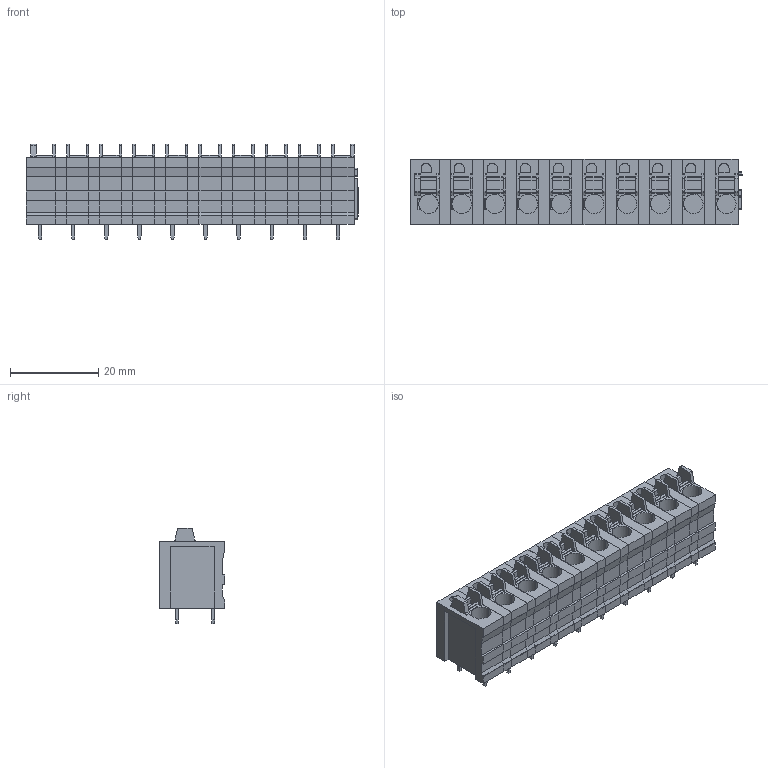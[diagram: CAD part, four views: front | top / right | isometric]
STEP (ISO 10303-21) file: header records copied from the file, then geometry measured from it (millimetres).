
FILE_DESCRIPTION(('CATIA V5 STEP Exchange','CAx-IF Rec.Pracs.--- Model Styling and Organization---1.4--- 2014-01-23'),'2;1');
FILE_NAME ('1296404-1_0', '2022-05-31T06:47:38+00:00', ('none'), ('Weidmueller'), 'CATIA Version 5-6 Release 2016 SP3 HF44', 'CATIA V5 STEP AP214', 'none');
FILE_SCHEMA(('AUTOMOTIVE_DESIGN { 1 0 10303 214 1 1 1 1 }'));
Length unit declared in the file: millimetre
Products named in the file (1): 2774840000
Bounding box: 75.23 x 14.8 x 21.6 mm (x, y, z)
Volume: 15416.5 mm3; surface area: 15260.8 mm2
Topology: 39 solids, 39 shells, 902 faces, 2403 edges, 1602 vertices
Faces by surface type: plane 737, cylinder 165
Entity records: 28646 total; most frequent: CARTESIAN_POINT 5746, ORIENTED_EDGE 4806, DIRECTION 3938, EDGE_CURVE 2403, VECTOR 2053, LINE 2053, VERTEX_POINT 1602, AXIS2_PLACEMENT_3D 1071
